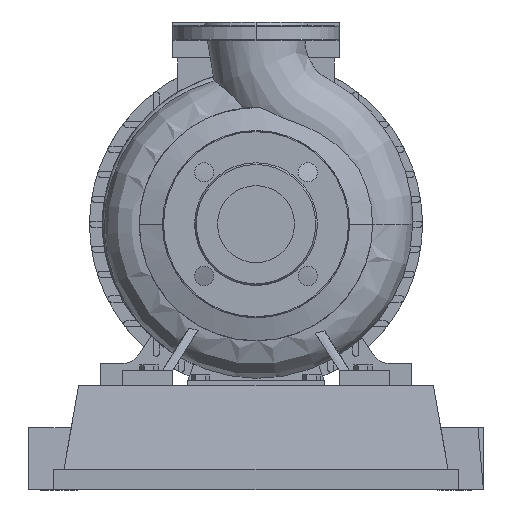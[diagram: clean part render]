
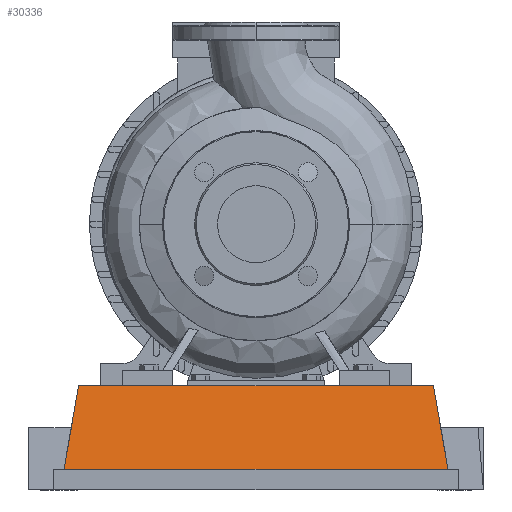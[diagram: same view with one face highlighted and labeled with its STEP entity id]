
A CAD part, left-side view. The second image highlights one B-rep face of the part: STEP entity #30336.
In plain terms, the highlighted planar face has unit normal (-0.985, 0, 0.174).
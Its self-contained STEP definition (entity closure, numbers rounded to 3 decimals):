
#28221=CARTESIAN_POINT('',(-65.,-190.,20.6));
#28222=VERTEX_POINT('',#28221);
#28229=CARTESIAN_POINT('',(-65.,190.0,20.6));
#28230=VERTEX_POINT('',#28229);
#28231=CARTESIAN_POINT('',(-65.,-190.,20.6));
#28232=DIRECTION('',(0.0,1.0,0.0));
#28233=VECTOR('',#28232,380.0);
#28234=LINE('',#28231,#28233);
#28235=EDGE_CURVE('',#28222,#28230,#28234,.T.);
#30070=CARTESIAN_POINT('',(-50.471,-175.471,103.0));
#30071=VERTEX_POINT('',#30070);
#30078=CARTESIAN_POINT('',(-65.,-190.,20.6));
#30079=DIRECTION('',(0.171,0.171,0.97));
#30080=VECTOR('',#30079,84.923);
#30081=LINE('',#30078,#30080);
#30082=EDGE_CURVE('',#28222,#30071,#30081,.T.);
#30313=CARTESIAN_POINT('',(-65.,-190.,20.6));
#30314=DIRECTION('',(-0.985,0.,0.174));
#30315=DIRECTION('',(0.0,-1.0,0.0));
#30316=AXIS2_PLACEMENT_3D('',#30313,#30314,#30315);
#30317=PLANE('',#30316);
#30318=CARTESIAN_POINT('',(-50.471,175.471,103.0));
#30319=VERTEX_POINT('',#30318);
#30320=CARTESIAN_POINT('',(-50.471,-175.471,103.0));
#30321=DIRECTION('',(0.0,1.0,0.0));
#30322=VECTOR('',#30321,350.941);
#30323=LINE('',#30320,#30322);
#30324=EDGE_CURVE('',#30071,#30319,#30323,.T.);
#30325=ORIENTED_EDGE('',*,*,#30324,.T.);
#30326=CARTESIAN_POINT('',(-65.,190.0,20.6));
#30327=DIRECTION('',(0.171,-0.171,0.97));
#30328=VECTOR('',#30327,84.923);
#30329=LINE('',#30326,#30328);
#30330=EDGE_CURVE('',#28230,#30319,#30329,.T.);
#30331=ORIENTED_EDGE('',*,*,#30330,.F.);
#30332=ORIENTED_EDGE('',*,*,#28235,.F.);
#30333=ORIENTED_EDGE('',*,*,#30082,.T.);
#30334=EDGE_LOOP('',(#30325,#30331,#30332,#30333));
#30335=FACE_OUTER_BOUND('',#30334,.T.);
#30336=ADVANCED_FACE('',(#30335),#30317,.T.);
